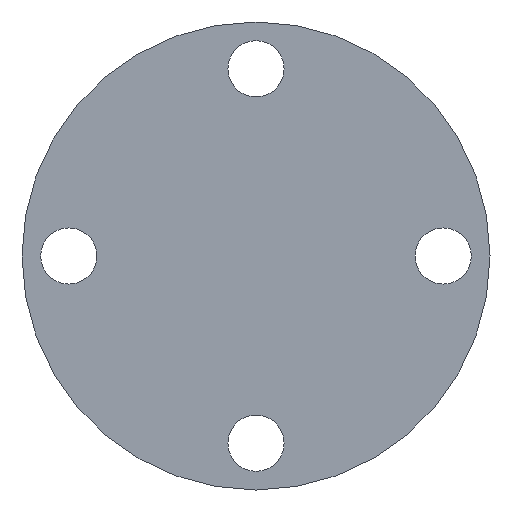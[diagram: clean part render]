
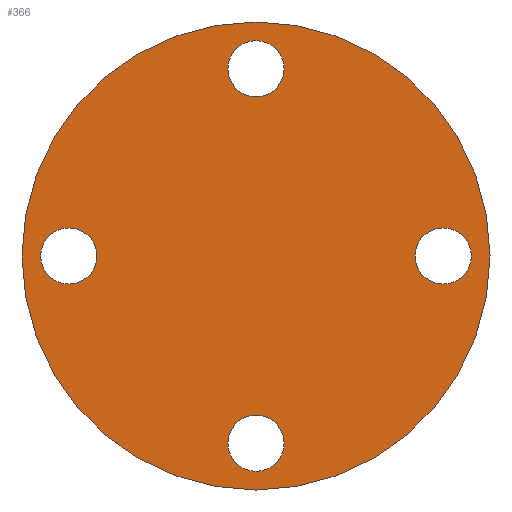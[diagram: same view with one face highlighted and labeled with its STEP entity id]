
A CAD part, front view. The second image highlights one B-rep face of the part: STEP entity #366.
In plain terms, the highlighted planar face has unit normal (0, -1, 0).
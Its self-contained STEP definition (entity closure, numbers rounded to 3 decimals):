
#25=FACE_BOUND('',#94,.T.);
#26=FACE_BOUND('',#95,.T.);
#27=FACE_BOUND('',#96,.T.);
#28=FACE_BOUND('',#97,.T.);
#38=PLANE('',#430);
#67=FACE_OUTER_BOUND('',#93,.T.);
#93=EDGE_LOOP('',(#341));
#94=EDGE_LOOP('',(#342));
#95=EDGE_LOOP('',(#343));
#96=EDGE_LOOP('',(#344));
#97=EDGE_LOOP('',(#345));
#165=CIRCLE('',#420,3.);
#166=CIRCLE('',#422,3.);
#167=CIRCLE('',#424,3.);
#168=CIRCLE('',#426,3.);
#169=CIRCLE('',#428,25.);
#197=VERTEX_POINT('',#625);
#198=VERTEX_POINT('',#629);
#199=VERTEX_POINT('',#633);
#200=VERTEX_POINT('',#637);
#201=VERTEX_POINT('',#641);
#240=EDGE_CURVE('',#197,#197,#165,.T.);
#242=EDGE_CURVE('',#198,#198,#166,.T.);
#244=EDGE_CURVE('',#199,#199,#167,.T.);
#246=EDGE_CURVE('',#200,#200,#168,.T.);
#248=EDGE_CURVE('',#201,#201,#169,.T.);
#341=ORIENTED_EDGE('',*,*,#248,.T.);
#342=ORIENTED_EDGE('',*,*,#246,.T.);
#343=ORIENTED_EDGE('',*,*,#244,.T.);
#344=ORIENTED_EDGE('',*,*,#242,.T.);
#345=ORIENTED_EDGE('',*,*,#240,.T.);
#366=ADVANCED_FACE('',(#67,#25,#26,#27,#28),#38,.F.);
#420=AXIS2_PLACEMENT_3D('',#626,#518,#519);
#422=AXIS2_PLACEMENT_3D('',#630,#523,#524);
#424=AXIS2_PLACEMENT_3D('',#634,#528,#529);
#426=AXIS2_PLACEMENT_3D('',#638,#533,#534);
#428=AXIS2_PLACEMENT_3D('',#642,#538,#539);
#430=AXIS2_PLACEMENT_3D('',#645,#543,#544);
#518=DIRECTION('center_axis',(0.,1.,0.));
#519=DIRECTION('ref_axis',(1.,0.,0.));
#523=DIRECTION('center_axis',(0.,1.,0.));
#524=DIRECTION('ref_axis',(1.,0.,0.));
#528=DIRECTION('center_axis',(0.,1.,0.));
#529=DIRECTION('ref_axis',(1.,0.,0.));
#533=DIRECTION('center_axis',(0.,1.,0.));
#534=DIRECTION('ref_axis',(1.,0.,0.));
#538=DIRECTION('center_axis',(0.,-1.,0.));
#539=DIRECTION('ref_axis',(-1.,0.,0.));
#543=DIRECTION('center_axis',(0.,1.,0.));
#544=DIRECTION('ref_axis',(0.,0.,1.));
#625=CARTESIAN_POINT('',(-23.,-10.,0.));
#626=CARTESIAN_POINT('Origin',(-20.,-10.,0.));
#629=CARTESIAN_POINT('',(-3.,-10.,-20.));
#630=CARTESIAN_POINT('Origin',(0.,-10.,-20.));
#633=CARTESIAN_POINT('',(-3.,-10.,20.));
#634=CARTESIAN_POINT('Origin',(0.,-10.,20.));
#637=CARTESIAN_POINT('',(17.,-10.,0.));
#638=CARTESIAN_POINT('Origin',(20.,-10.,0.));
#641=CARTESIAN_POINT('',(25.,-10.,0.));
#642=CARTESIAN_POINT('Origin',(0.,-10.,0.));
#645=CARTESIAN_POINT('Origin',(0.,-10.,0.));
